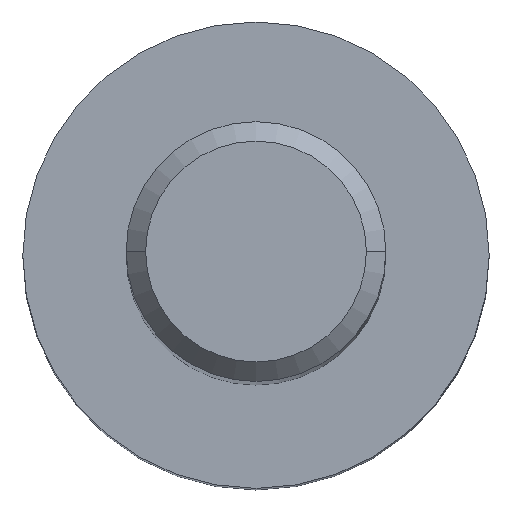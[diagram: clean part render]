
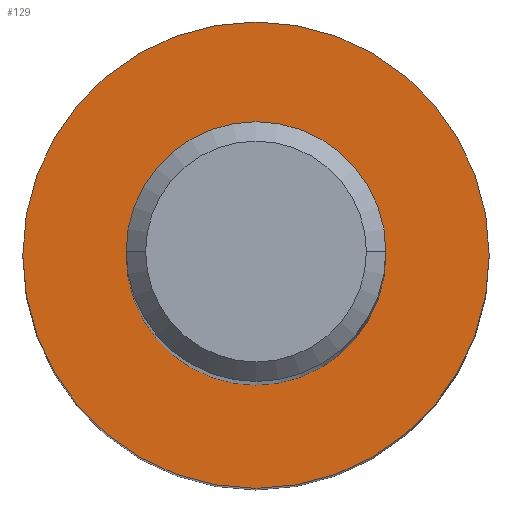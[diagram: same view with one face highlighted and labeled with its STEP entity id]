
A CAD part, top view. The second image highlights one B-rep face of the part: STEP entity #129.
In plain terms, the highlighted planar face has unit normal (0, 0, 1).
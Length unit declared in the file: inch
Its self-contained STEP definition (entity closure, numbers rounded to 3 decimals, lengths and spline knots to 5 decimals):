
#25 = EDGE_LOOP ( 'NONE', ( #326, #85 ) ) ;
#29 = AXIS2_PLACEMENT_3D ( 'NONE', #280, #113, #223 ) ;
#34 = VERTEX_POINT ( 'NONE', #108 ) ;
#41 = VERTEX_POINT ( 'NONE', #159 ) ;
#69 = CARTESIAN_POINT ( 'NONE',  ( 0., 0., -1. ) ) ;
#74 = DIRECTION ( 'NONE',  ( 0., 0., 1. ) ) ;
#77 = CIRCLE ( 'NONE', #234, 0.1122 ) ;
#85 = ORIENTED_EDGE ( 'NONE', *, *, #188, .T. ) ;
#94 = DIRECTION ( 'NONE',  ( 1., 0., 0. ) ) ;
#101 = AXIS2_PLACEMENT_3D ( 'NONE', #69, #325, #225 ) ;
#108 = CARTESIAN_POINT ( 'NONE',  ( -0.1122, 0., -1. ) ) ;
#113 = DIRECTION ( 'NONE',  ( 0., 0., 1. ) ) ;
#118 = PLANE ( 'NONE',  #101 ) ;
#129 = ADVANCED_FACE ( 'NONE', ( #193 ), #118, .F. ) ;
#159 = CARTESIAN_POINT ( 'NONE',  ( 0.1122, 0., -1. ) ) ;
#172 = EDGE_CURVE ( 'NONE', #41, #34, #215, .T. ) ;
#188 = EDGE_CURVE ( 'NONE', #34, #41, #77, .T. ) ;
#193 = FACE_OUTER_BOUND ( 'NONE', #25, .T. ) ;
#215 = CIRCLE ( 'NONE', #29, 0.1122 ) ;
#223 = DIRECTION ( 'NONE',  ( 1., 0., 0. ) ) ;
#225 = DIRECTION ( 'NONE',  ( -1., 0., 0. ) ) ;
#234 = AXIS2_PLACEMENT_3D ( 'NONE', #308, #74, #94 ) ;
#280 = CARTESIAN_POINT ( 'NONE',  ( 0., 0., -1. ) ) ;
#308 = CARTESIAN_POINT ( 'NONE',  ( 0., 0., -1. ) ) ;
#325 = DIRECTION ( 'NONE',  ( 0., 0., -1. ) ) ;
#326 = ORIENTED_EDGE ( 'NONE', *, *, #172, .T. ) ;
